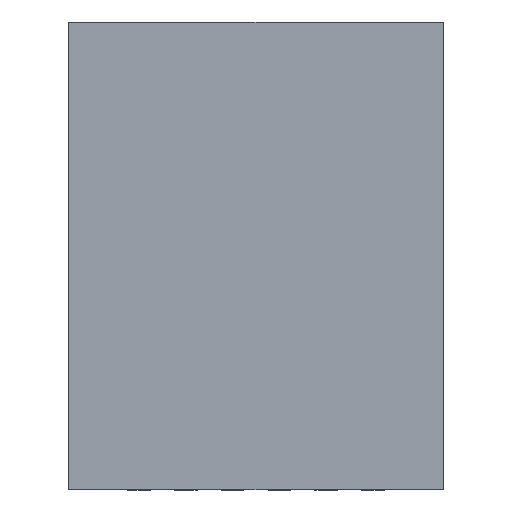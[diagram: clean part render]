
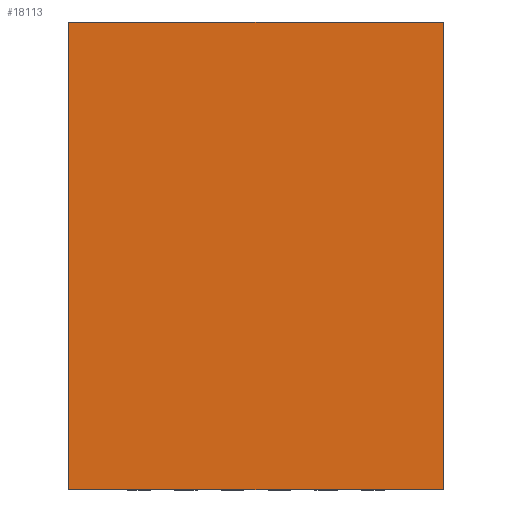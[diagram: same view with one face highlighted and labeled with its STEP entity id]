
A CAD part, top view. The second image highlights one B-rep face of the part: STEP entity #18113.
In plain terms, the highlighted face is planar.
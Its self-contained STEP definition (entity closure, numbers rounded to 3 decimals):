
#13782=DIRECTION('',(0.,0.,1.));
#13783=VECTOR('',#13782,5.);
#13784=CARTESIAN_POINT('',(-2.,0.775,-2.5));
#13785=LINE('',#13784,#13783);
#13789=DIRECTION('',(-1.,0.,0.));
#13790=VECTOR('',#13789,4.);
#13791=CARTESIAN_POINT('',(2.,0.775,-2.5));
#13792=LINE('',#13791,#13790);
#13796=DIRECTION('',(0.,0.,-1.));
#13797=VECTOR('',#13796,5.);
#13798=CARTESIAN_POINT('',(2.,0.775,2.5));
#13799=LINE('',#13798,#13797);
#13803=DIRECTION('',(1.,0.,0.));
#13804=VECTOR('',#13803,4.);
#13805=CARTESIAN_POINT('',(-2.,0.775,2.5));
#13806=LINE('',#13805,#13804);
#14998=CARTESIAN_POINT('',(-2.,0.775,-2.5));
#14999=CARTESIAN_POINT('',(-2.,0.775,2.5));
#15000=VERTEX_POINT('',#14998);
#15001=VERTEX_POINT('',#14999);
#15002=CARTESIAN_POINT('',(2.,0.775,2.5));
#15003=VERTEX_POINT('',#15002);
#15004=CARTESIAN_POINT('',(2.,0.775,-2.5));
#15005=VERTEX_POINT('',#15004);
#18102=CARTESIAN_POINT('',(0.,0.775,0.));
#18103=DIRECTION('',(0.,1.,0.));
#18104=DIRECTION('',(1.,0.,0.));
#18105=AXIS2_PLACEMENT_3D('',#18102,#18103,#18104);
#18106=PLANE('',#18105);
#18107=ORIENTED_EDGE('',*,*,#16376,.F.);
#18108=ORIENTED_EDGE('',*,*,#16515,.F.);
#18109=ORIENTED_EDGE('',*,*,#17161,.F.);
#18110=ORIENTED_EDGE('',*,*,#17923,.F.);
#18111=EDGE_LOOP('',(#18107,#18108,#18109,#18110));
#18112=FACE_OUTER_BOUND('',#18111,.F.);
#16376=EDGE_CURVE('',#15000,#15001,#13785,.T.);
#16515=EDGE_CURVE('',#15005,#15000,#13792,.T.);
#17161=EDGE_CURVE('',#15003,#15005,#13799,.T.);
#17923=EDGE_CURVE('',#15001,#15003,#13806,.T.);
#18113=ADVANCED_FACE('',(#18112),#18106,.T.);
